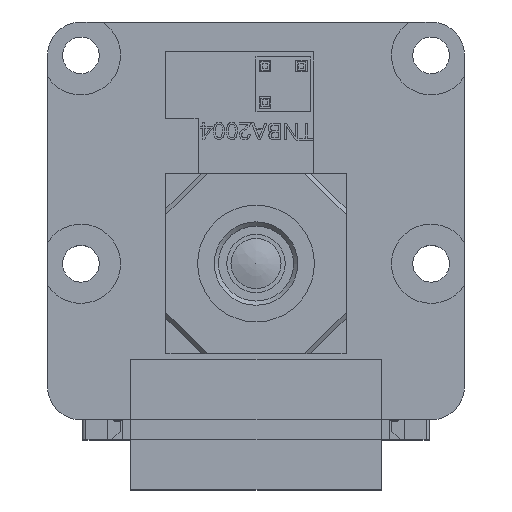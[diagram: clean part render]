
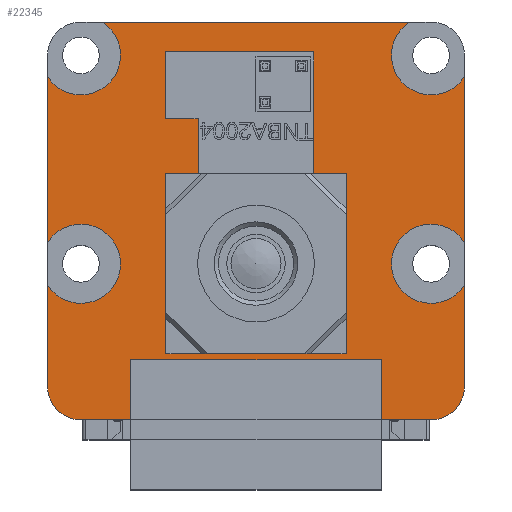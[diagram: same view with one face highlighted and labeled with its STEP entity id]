
A CAD part, top view. The second image highlights one B-rep face of the part: STEP entity #22345.
In plain terms, the highlighted planar face has unit normal (0, 0, 1).
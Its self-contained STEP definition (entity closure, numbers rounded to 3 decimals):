
#388=FACE_BOUND('',#1745,.T.);
#456=CIRCLE('',#23622,2.375);
#458=CIRCLE('',#23626,2.375);
#460=CIRCLE('',#23630,2.375);
#462=CIRCLE('',#23634,2.375);
#464=CIRCLE('',#23638,2.);
#466=CIRCLE('',#23646,2.);
#565=FACE_OUTER_BOUND('',#1744,.T.);
#1744=EDGE_LOOP('',(#14696,#14697,#14698,#14699,#14700,#14701,#14702,#14703,
#14704,#14705,#14706,#14707,#14708,#14709,#14710,#14711));
#1745=EDGE_LOOP('',(#14712,#14713,#14714,#14715));
#2971=LINE('',#30237,#6064);
#2975=LINE('',#30245,#6068);
#2978=LINE('',#30251,#6071);
#2981=LINE('',#30256,#6074);
#2983=LINE('',#30261,#6076);
#2988=LINE('',#30275,#6081);
#2992=LINE('',#30287,#6085);
#2996=LINE('',#30299,#6089);
#3000=LINE('',#30311,#6093);
#3004=LINE('',#30323,#6097);
#3007=LINE('',#30329,#6100);
#3010=LINE('',#30335,#6103);
#3013=LINE('',#30341,#6106);
#3016=LINE('',#30347,#6109);
#6064=VECTOR('',#24795,10.);
#6068=VECTOR('',#24801,10.);
#6071=VECTOR('',#24806,10.);
#6074=VECTOR('',#24811,10.);
#6076=VECTOR('',#24815,10.);
#6081=VECTOR('',#24828,10.);
#6085=VECTOR('',#24840,10.);
#6089=VECTOR('',#24852,10.);
#6093=VECTOR('',#24864,10.);
#6097=VECTOR('',#24876,10.);
#6100=VECTOR('',#24881,10.);
#6103=VECTOR('',#24886,10.);
#6106=VECTOR('',#24891,10.);
#6109=VECTOR('',#24896,10.);
#9157=VERTEX_POINT('',#30235);
#9158=VERTEX_POINT('',#30236);
#9161=VERTEX_POINT('',#30244);
#9163=VERTEX_POINT('',#30250);
#9165=VERTEX_POINT('',#30259);
#9166=VERTEX_POINT('',#30260);
#9169=VERTEX_POINT('',#30268);
#9171=VERTEX_POINT('',#30274);
#9173=VERTEX_POINT('',#30280);
#9175=VERTEX_POINT('',#30286);
#9177=VERTEX_POINT('',#30292);
#9179=VERTEX_POINT('',#30298);
#9181=VERTEX_POINT('',#30304);
#9183=VERTEX_POINT('',#30310);
#9185=VERTEX_POINT('',#30316);
#9187=VERTEX_POINT('',#30322);
#9189=VERTEX_POINT('',#30328);
#9191=VERTEX_POINT('',#30334);
#9193=VERTEX_POINT('',#30340);
#9195=VERTEX_POINT('',#30346);
#11294=EDGE_CURVE('',#9157,#9158,#2971,.T.);
#11298=EDGE_CURVE('',#9158,#9161,#2975,.T.);
#11301=EDGE_CURVE('',#9161,#9163,#2978,.T.);
#11304=EDGE_CURVE('',#9163,#9157,#2981,.T.);
#11306=EDGE_CURVE('',#9165,#9166,#2983,.T.);
#11310=EDGE_CURVE('',#9169,#9165,#456,.T.);
#11313=EDGE_CURVE('',#9171,#9169,#2988,.T.);
#11316=EDGE_CURVE('',#9173,#9171,#458,.T.);
#11319=EDGE_CURVE('',#9175,#9173,#2992,.T.);
#11322=EDGE_CURVE('',#9177,#9175,#460,.T.);
#11325=EDGE_CURVE('',#9179,#9177,#2996,.T.);
#11328=EDGE_CURVE('',#9181,#9179,#462,.T.);
#11331=EDGE_CURVE('',#9183,#9181,#3000,.T.);
#11334=EDGE_CURVE('',#9183,#9185,#464,.T.);
#11337=EDGE_CURVE('',#9187,#9185,#3004,.T.);
#11340=EDGE_CURVE('',#9189,#9187,#3007,.T.);
#11343=EDGE_CURVE('',#9191,#9189,#3010,.T.);
#11346=EDGE_CURVE('',#9193,#9191,#3013,.T.);
#11349=EDGE_CURVE('',#9195,#9193,#3016,.T.);
#11352=EDGE_CURVE('',#9195,#9166,#466,.T.);
#14696=ORIENTED_EDGE('',*,*,#11352,.T.);
#14697=ORIENTED_EDGE('',*,*,#11306,.F.);
#14698=ORIENTED_EDGE('',*,*,#11310,.F.);
#14699=ORIENTED_EDGE('',*,*,#11313,.F.);
#14700=ORIENTED_EDGE('',*,*,#11316,.F.);
#14701=ORIENTED_EDGE('',*,*,#11319,.F.);
#14702=ORIENTED_EDGE('',*,*,#11322,.F.);
#14703=ORIENTED_EDGE('',*,*,#11325,.F.);
#14704=ORIENTED_EDGE('',*,*,#11328,.F.);
#14705=ORIENTED_EDGE('',*,*,#11331,.F.);
#14706=ORIENTED_EDGE('',*,*,#11334,.T.);
#14707=ORIENTED_EDGE('',*,*,#11337,.F.);
#14708=ORIENTED_EDGE('',*,*,#11340,.F.);
#14709=ORIENTED_EDGE('',*,*,#11343,.F.);
#14710=ORIENTED_EDGE('',*,*,#11346,.F.);
#14711=ORIENTED_EDGE('',*,*,#11349,.F.);
#14712=ORIENTED_EDGE('',*,*,#11304,.T.);
#14713=ORIENTED_EDGE('',*,*,#11294,.T.);
#14714=ORIENTED_EDGE('',*,*,#11298,.T.);
#14715=ORIENTED_EDGE('',*,*,#11301,.T.);
#21274=PLANE('',#23648);
#22345=ADVANCED_FACE('',(#565,#388),#21274,.T.);
#23622=AXIS2_PLACEMENT_3D('',#30269,#24821,#24822);
#23626=AXIS2_PLACEMENT_3D('',#30281,#24833,#24834);
#23630=AXIS2_PLACEMENT_3D('',#30293,#24845,#24846);
#23634=AXIS2_PLACEMENT_3D('',#30305,#24857,#24858);
#23638=AXIS2_PLACEMENT_3D('',#30317,#24869,#24870);
#23646=AXIS2_PLACEMENT_3D('',#30352,#24901,#24902);
#23648=AXIS2_PLACEMENT_3D('',#30354,#24905,#24906);
#24795=DIRECTION('',(0.,-1.,0.));
#24801=DIRECTION('',(-1.,0.,0.));
#24806=DIRECTION('',(0.,1.,0.));
#24811=DIRECTION('',(1.,0.,0.));
#24815=DIRECTION('',(0.,-1.,0.));
#24821=DIRECTION('center_axis',(0.,0.,1.));
#24822=DIRECTION('ref_axis',(0.842,0.539,0.));
#24828=DIRECTION('',(0.,-1.,0.));
#24833=DIRECTION('center_axis',(0.,0.,1.));
#24834=DIRECTION('ref_axis',(-0.539,0.842,0.));
#24840=DIRECTION('',(1.,0.,0.));
#24845=DIRECTION('center_axis',(0.,0.,1.));
#24846=DIRECTION('ref_axis',(-0.842,-0.539,0.));
#24852=DIRECTION('',(0.,1.,0.));
#24857=DIRECTION('center_axis',(0.,0.,1.));
#24858=DIRECTION('ref_axis',(-0.842,-0.539,0.));
#24864=DIRECTION('',(0.,1.,0.));
#24869=DIRECTION('center_axis',(0.,0.,1.));
#24870=DIRECTION('ref_axis',(-1.,0.,0.));
#24876=DIRECTION('',(-1.,0.,0.));
#24881=DIRECTION('',(0.,-1.,0.));
#24886=DIRECTION('',(-1.,0.,0.));
#24891=DIRECTION('',(0.,1.,0.));
#24896=DIRECTION('',(-1.,0.,0.));
#24901=DIRECTION('center_axis',(0.,0.,1.));
#24902=DIRECTION('ref_axis',(0.,-1.,0.));
#24905=DIRECTION('center_axis',(0.,0.,1.));
#24906=DIRECTION('ref_axis',(1.,0.,0.));
#30235=CARTESIAN_POINT('',(3.475,3.475,-1.));
#30236=CARTESIAN_POINT('',(3.475,-3.475,-1.));
#30237=CARTESIAN_POINT('',(3.475,3.475,-1.));
#30244=CARTESIAN_POINT('',(-3.475,-3.475,-1.));
#30245=CARTESIAN_POINT('',(3.475,-3.475,-1.));
#30250=CARTESIAN_POINT('',(-3.475,3.475,-1.));
#30251=CARTESIAN_POINT('',(-3.475,-3.475,-1.));
#30256=CARTESIAN_POINT('',(-3.475,3.475,-1.));
#30259=CARTESIAN_POINT('',(12.5,-1.281,-1.));
#30260=CARTESIAN_POINT('',(12.5,-7.362,-1.));
#30261=CARTESIAN_POINT('',(12.5,15.781,-1.));
#30268=CARTESIAN_POINT('',(12.5,1.281,-1.));
#30269=CARTESIAN_POINT('Origin',(10.5,0.,-1.));
#30274=CARTESIAN_POINT('',(12.5,11.219,-1.));
#30275=CARTESIAN_POINT('',(12.5,15.781,-1.));
#30280=CARTESIAN_POINT('',(9.219,14.5,-1.));
#30281=CARTESIAN_POINT('Origin',(10.5,12.5,-1.));
#30286=CARTESIAN_POINT('',(-9.219,14.5,-1.));
#30287=CARTESIAN_POINT('',(-10.5,14.5,-1.));
#30292=CARTESIAN_POINT('',(-12.5,11.219,-1.));
#30293=CARTESIAN_POINT('Origin',(-10.5,12.5,-1.));
#30298=CARTESIAN_POINT('',(-12.5,1.281,-1.));
#30299=CARTESIAN_POINT('',(-12.5,-7.362,-1.));
#30304=CARTESIAN_POINT('',(-12.5,-1.281,-1.));
#30305=CARTESIAN_POINT('Origin',(-10.5,0.,-1.));
#30310=CARTESIAN_POINT('',(-12.5,-7.362,-1.));
#30311=CARTESIAN_POINT('',(-12.5,-7.362,-1.));
#30316=CARTESIAN_POINT('',(-10.5,-9.362,-1.));
#30317=CARTESIAN_POINT('Origin',(-10.5,-7.362,-1.));
#30322=CARTESIAN_POINT('',(-7.5,-9.362,-1.));
#30323=CARTESIAN_POINT('',(10.5,-9.362,-1.));
#30328=CARTESIAN_POINT('',(-7.5,-5.762,-1.));
#30329=CARTESIAN_POINT('',(-7.5,-5.762,-1.));
#30334=CARTESIAN_POINT('',(7.5,-5.762,-1.));
#30335=CARTESIAN_POINT('',(7.5,-5.762,-1.));
#30340=CARTESIAN_POINT('',(7.5,-9.362,-1.));
#30341=CARTESIAN_POINT('',(7.5,-9.362,-1.));
#30346=CARTESIAN_POINT('',(10.5,-9.362,-1.));
#30347=CARTESIAN_POINT('',(10.5,-9.362,-1.));
#30352=CARTESIAN_POINT('Origin',(10.5,-7.362,-1.));
#30354=CARTESIAN_POINT('Origin',(0.,2.569,
-1.));
